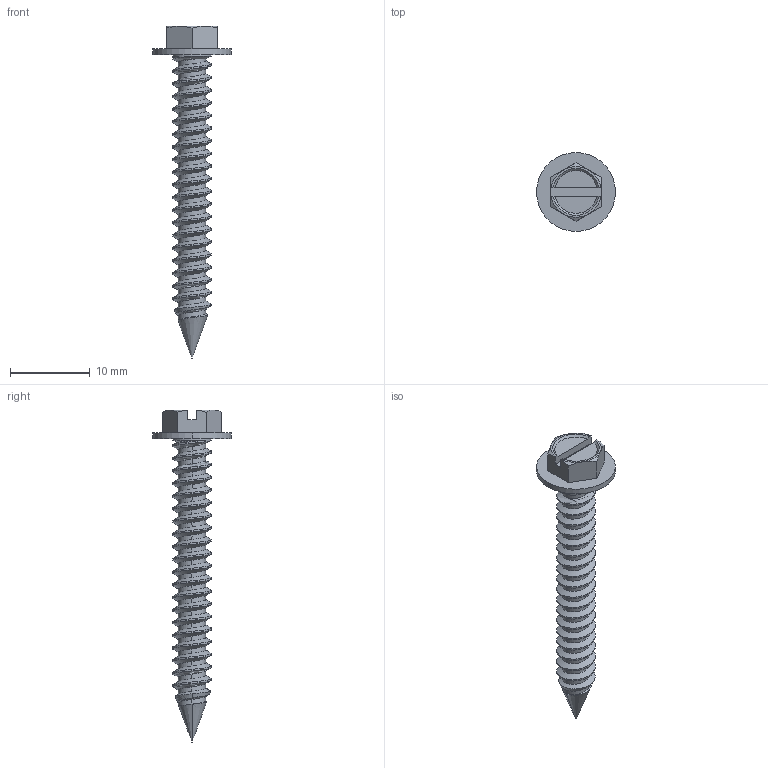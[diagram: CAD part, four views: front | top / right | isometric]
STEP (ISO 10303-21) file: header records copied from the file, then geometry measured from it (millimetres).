
FILE_DESCRIPTION (( 'STEP AP214' ), '1' );
FILE_NAME ('am-1654 HHCS 10-12 x 1500 Self Piercing_90197A247.STEP', '2025-01-07T21:06:09', ( '' ), ( '' ), 'SwSTEP 2.0', 'SolidWorks 2024', '' );
FILE_SCHEMA (( 'AUTOMOTIVE_DESIGN' ));
Length unit declared in the file: inch
Products named in the file (1): am-1654 HHCS 10-12 x 1500 Self Piercing_90197A247
Bounding box: 9.91 x 9.91 x 41.68 mm (x, y, z)
Volume: 575.6 mm3; surface area: 891.8 mm2
Topology: 1 solids, 1 shells, 120 faces, 340 edges, 224 vertices
Faces by surface type: cylinder 87, plane 16, cone 15, bspline 2
Entity records: 6411 total; most frequent: CARTESIAN_POINT 3809, ORIENTED_EDGE 680, DIRECTION 408, EDGE_CURVE 340, VERTEX_POINT 224, AXIS2_PLACEMENT_3D 145, EDGE_LOOP 122, FACE_OUTER_BOUND 120
